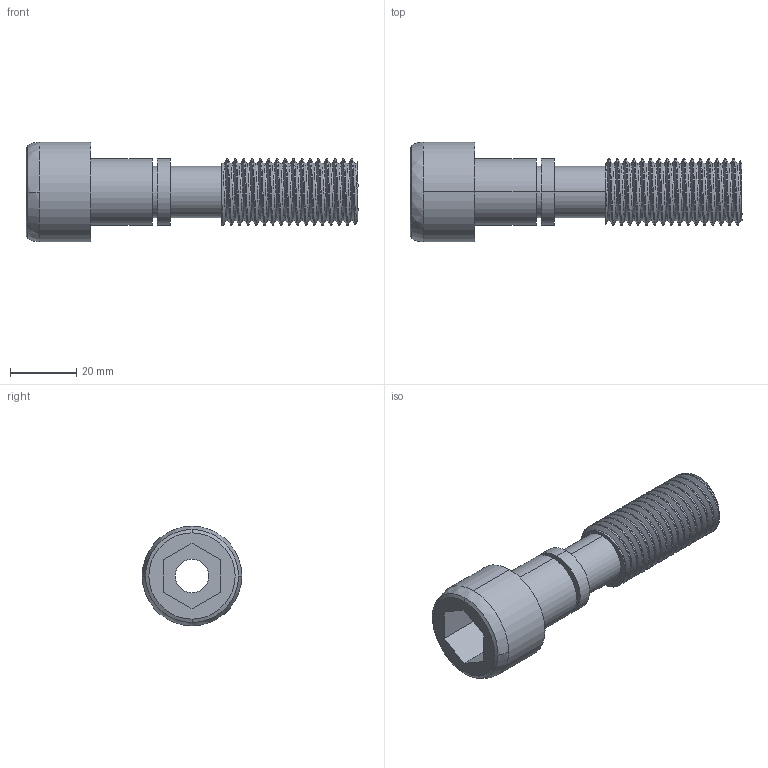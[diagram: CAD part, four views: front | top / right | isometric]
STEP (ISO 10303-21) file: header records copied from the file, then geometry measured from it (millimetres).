
FILE_DESCRIPTION (( 'STEP AP214' ), '1' );
FILE_NAME ('GMW5403_GapKit_Screw.STEP', '2024-10-10T12:36:07', ( '' ), ( '' ), 'SwSTEP 2.0', 'SolidWorks 2022', '' );
FILE_SCHEMA (( 'AUTOMOTIVE_DESIGN' ));
Length unit declared in the file: millimetre
Products named in the file (1): GMW5403_GapKit_Screw
Bounding box: 100 x 30 x 30 mm (x, y, z)
Volume: 24711.7 mm3; surface area: 13006.8 mm2
Topology: 1 solids, 1 shells, 70 faces, 185 edges, 123 vertices
Faces by surface type: cylinder 45, plane 15, bspline 5, cone 5
Entity records: 5526 total; most frequent: CARTESIAN_POINT 3954, ORIENTED_EDGE 370, DIRECTION 275, EDGE_CURVE 185, VERTEX_POINT 123, AXIS2_PLACEMENT_3D 103, EDGE_LOOP 78, ADVANCED_FACE 70
